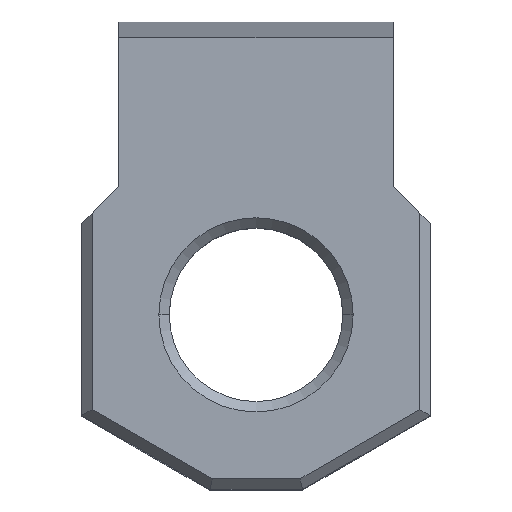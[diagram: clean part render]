
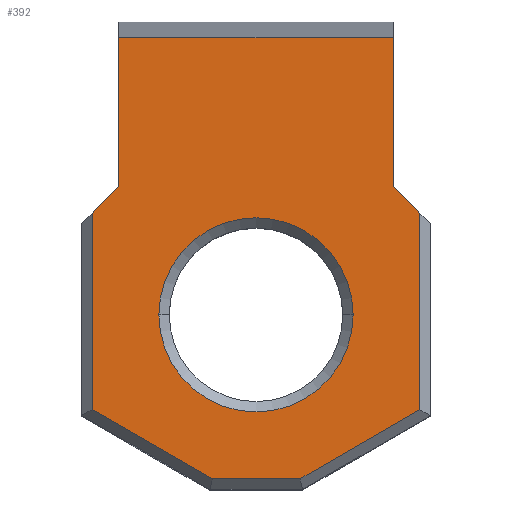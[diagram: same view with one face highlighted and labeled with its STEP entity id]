
A CAD part, top view. The second image highlights one B-rep face of the part: STEP entity #392.
In plain terms, the highlighted planar face has unit normal (0, 0, 1).
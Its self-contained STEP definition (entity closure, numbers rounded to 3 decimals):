
#8 = VERTEX_POINT ( 'NONE', #1250 ) ;
#49 = VERTEX_POINT ( 'NONE', #1126 ) ;
#65 = EDGE_LOOP ( 'NONE', ( #1071, #1078, #1082, #1084, #1087, #1091, #1092, #1117, #1119, #1129 ) ) ;
#87 = VECTOR ( 'NONE', #1299, 1000. ) ;
#101 = LINE ( 'NONE', #106, #109 ) ;
#105 = CARTESIAN_POINT ( 'NONE',  ( 0., 5.04, 9. ) ) ;
#106 = CARTESIAN_POINT ( 'NONE',  ( -6.35, 6.351, 9. ) ) ;
#109 = VECTOR ( 'NONE', #177, 1000. ) ;
#116 = VERTEX_POINT ( 'NONE', #907 ) ;
#122 = LINE ( 'NONE', #128, #504 ) ;
#128 = CARTESIAN_POINT ( 'NONE',  ( 4.725, 7.676, 9. ) ) ;
#134 = DIRECTION ( 'NONE',  ( 0., 1., 0. ) ) ;
#139 = DIRECTION ( 'NONE',  ( 0., 0., 1. ) ) ;
#144 = VECTOR ( 'NONE', #196, 1000. ) ;
#174 = CARTESIAN_POINT ( 'NONE',  ( 1.348, 0.31, 9. ) ) ;
#177 = DIRECTION ( 'NONE',  ( 0.707, 0.707, 0. ) ) ;
#182 = CARTESIAN_POINT ( 'NONE',  ( -3.961, 13.028, 9. ) ) ;
#185 = AXIS2_PLACEMENT_3D ( 'NONE', #1010, #139, #503 ) ;
#186 = EDGE_CURVE ( 'NONE', #592, #335, #1236, .T. ) ;
#190 = LINE ( 'NONE', #194, #144 ) ;
#194 = CARTESIAN_POINT ( 'NONE',  ( 0., 13.028, 9. ) ) ;
#196 = DIRECTION ( 'NONE',  ( -1., 0., 0. ) ) ;
#225 = VECTOR ( 'NONE', #632, 1000. ) ;
#233 = FACE_OUTER_BOUND ( 'NONE', #65, .T. ) ;
#263 = CARTESIAN_POINT ( 'NONE',  ( 6.35, 6.351, 9. ) ) ;
#294 = LINE ( 'NONE', #299, #604 ) ;
#299 = CARTESIAN_POINT ( 'NONE',  ( -1.185, 0.269, 9. ) ) ;
#301 = EDGE_CURVE ( 'NONE', #1238, #1032, #451, .T. ) ;
#308 = DIRECTION ( 'NONE',  ( 0.866, -0.5, 0. ) ) ;
#335 = VERTEX_POINT ( 'NONE', #182 ) ;
#339 = LINE ( 'NONE', #174, #225 ) ;
#359 = VECTOR ( 'NONE', #407, 1000. ) ;
#363 = DIRECTION ( 'NONE',  ( -0.707, 0.707, 0. ) ) ;
#385 = VECTOR ( 'NONE', #441, 1000. ) ;
#392 = ADVANCED_FACE ( 'NONE', ( #1150, #233 ), #597, .T. ) ;
#407 = DIRECTION ( 'NONE',  ( 0., 1., 0. ) ) ;
#441 = DIRECTION ( 'NONE',  ( 0.866, 0.5, 0. ) ) ;
#451 = LINE ( 'NONE', #852, #87 ) ;
#469 = EDGE_CURVE ( 'NONE', #917, #1050, #625, .T. ) ;
#472 = LINE ( 'NONE', #541, #968 ) ;
#503 = DIRECTION ( 'NONE',  ( 1., 0., 0. ) ) ;
#504 = VECTOR ( 'NONE', #134, 1000. ) ;
#507 = AXIS2_PLACEMENT_3D ( 'NONE', #1021, #1036, #1045 ) ;
#526 = VERTEX_POINT ( 'NONE', #1019 ) ;
#541 = CARTESIAN_POINT ( 'NONE',  ( 3.961, 0., 9. ) ) ;
#550 = AXIS2_PLACEMENT_3D ( 'NONE', #105, #1093, #561 ) ;
#560 = EDGE_CURVE ( 'NONE', #1238, #592, #101, .T. ) ;
#561 = DIRECTION ( 'NONE',  ( 1., 0., 0. ) ) ;
#562 = DIRECTION ( 'NONE',  ( 0., -1., 0. ) ) ;
#575 = EDGE_CURVE ( 'NONE', #526, #1050, #472, .T. ) ;
#580 = VECTOR ( 'NONE', #363, 1000. ) ;
#592 = VERTEX_POINT ( 'NONE', #866 ) ;
#597 = PLANE ( 'NONE',  #185 ) ;
#604 = VECTOR ( 'NONE', #308, 1000. ) ;
#625 = LINE ( 'NONE', #263, #580 ) ;
#632 = DIRECTION ( 'NONE',  ( 1., 0., 0. ) ) ;
#655 = EDGE_CURVE ( 'NONE', #893, #917, #122, .T. ) ;
#664 = CARTESIAN_POINT ( 'NONE',  ( -1.257, 0.31, 9. ) ) ;
#680 = CARTESIAN_POINT ( 'NONE',  ( -4.725, 2.312, 9. ) ) ;
#696 = EDGE_CURVE ( 'NONE', #526, #335, #190, .T. ) ;
#751 = CARTESIAN_POINT ( 'NONE',  ( 3.961, 8.74, 9. ) ) ;
#757 = EDGE_CURVE ( 'NONE', #1032, #1016, #294, .T. ) ;
#794 = CARTESIAN_POINT ( 'NONE',  ( -3.961, 0., 9. ) ) ;
#833 = CARTESIAN_POINT ( 'NONE',  ( 4.874, 2.392, 9. ) ) ;
#852 = CARTESIAN_POINT ( 'NONE',  ( -4.725, 0., 9. ) ) ;
#866 = CARTESIAN_POINT ( 'NONE',  ( -3.961, 8.74, 9. ) ) ;
#893 = VERTEX_POINT ( 'NONE', #1057 ) ;
#907 = CARTESIAN_POINT ( 'NONE',  ( -2.8, 5.04, 9. ) ) ;
#917 = VERTEX_POINT ( 'NONE', #1046 ) ;
#960 = EDGE_CURVE ( 'NONE', #1016, #8, #339, .T. ) ;
#968 = VECTOR ( 'NONE', #562, 1000. ) ;
#981 = EDGE_CURVE ( 'NONE', #8, #893, #1277, .T. ) ;
#1010 = CARTESIAN_POINT ( 'NONE',  ( 0., 0., 9. ) ) ;
#1016 = VERTEX_POINT ( 'NONE', #664 ) ;
#1019 = CARTESIAN_POINT ( 'NONE',  ( 3.961, 13.028, 9. ) ) ;
#1021 = CARTESIAN_POINT ( 'NONE',  ( 0., 5.04, 9. ) ) ;
#1032 = VERTEX_POINT ( 'NONE', #680 ) ;
#1036 = DIRECTION ( 'NONE',  ( 0., 0., -1. ) ) ;
#1045 = DIRECTION ( 'NONE',  ( 1., 0., 0. ) ) ;
#1046 = CARTESIAN_POINT ( 'NONE',  ( 4.725, 7.976, 9. ) ) ;
#1050 = VERTEX_POINT ( 'NONE', #751 ) ;
#1057 = CARTESIAN_POINT ( 'NONE',  ( 4.725, 2.306, 9. ) ) ;
#1069 = ORIENTED_EDGE ( 'NONE', *, *, #1268, .T. ) ;
#1070 = ORIENTED_EDGE ( 'NONE', *, *, #1171, .T. ) ;
#1071 = ORIENTED_EDGE ( 'NONE', *, *, #981, .T. ) ;
#1078 = ORIENTED_EDGE ( 'NONE', *, *, #655, .T. ) ;
#1082 = ORIENTED_EDGE ( 'NONE', *, *, #469, .T. ) ;
#1084 = ORIENTED_EDGE ( 'NONE', *, *, #575, .F. ) ;
#1087 = ORIENTED_EDGE ( 'NONE', *, *, #696, .T. ) ;
#1091 = ORIENTED_EDGE ( 'NONE', *, *, #186, .F. ) ;
#1092 = ORIENTED_EDGE ( 'NONE', *, *, #560, .F. ) ;
#1093 = DIRECTION ( 'NONE',  ( 0., 0., -1. ) ) ;
#1112 = CIRCLE ( 'NONE', #507, 2.8 ) ;
#1117 = ORIENTED_EDGE ( 'NONE', *, *, #301, .T. ) ;
#1119 = ORIENTED_EDGE ( 'NONE', *, *, #757, .T. ) ;
#1126 = CARTESIAN_POINT ( 'NONE',  ( 2.8, 5.04, 9. ) ) ;
#1129 = ORIENTED_EDGE ( 'NONE', *, *, #960, .T. ) ;
#1150 = FACE_BOUND ( 'NONE', #1261, .T. ) ;
#1166 = CIRCLE ( 'NONE', #550, 2.8 ) ;
#1171 = EDGE_CURVE ( 'NONE', #116, #49, #1112, .T. ) ;
#1236 = LINE ( 'NONE', #794, #359 ) ;
#1238 = VERTEX_POINT ( 'NONE', #1275 ) ;
#1250 = CARTESIAN_POINT ( 'NONE',  ( 1.267, 0.31, 9. ) ) ;
#1261 = EDGE_LOOP ( 'NONE', ( #1069, #1070 ) ) ;
#1268 = EDGE_CURVE ( 'NONE', #49, #116, #1166, .T. ) ;
#1275 = CARTESIAN_POINT ( 'NONE',  ( -4.725, 7.976, 9. ) ) ;
#1277 = LINE ( 'NONE', #833, #385 ) ;
#1299 = DIRECTION ( 'NONE',  ( 0., -1., 0. ) ) ;
